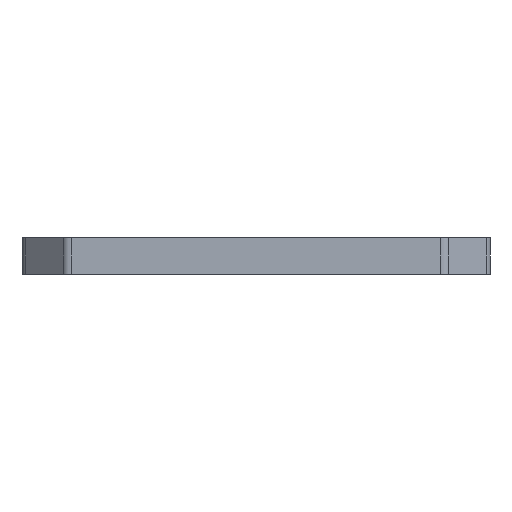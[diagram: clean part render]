
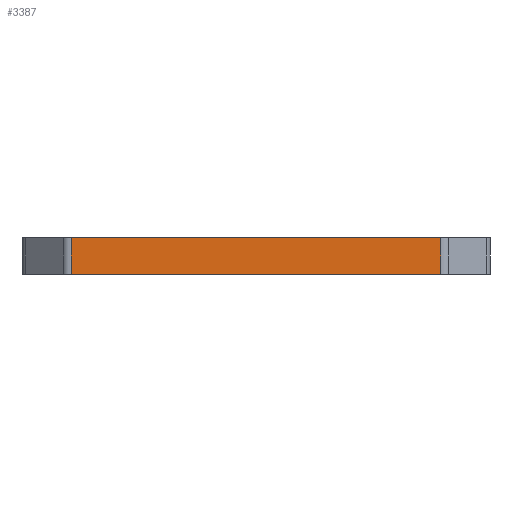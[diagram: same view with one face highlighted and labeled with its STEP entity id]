
A CAD part, left-side view. The second image highlights one B-rep face of the part: STEP entity #3387.
In plain terms, the highlighted planar face has unit normal (-1, 0, 0).
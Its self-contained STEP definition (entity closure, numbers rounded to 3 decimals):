
#153=PLANE('',#3720);
#326=FACE_OUTER_BOUND('',#519,.T.);
#519=EDGE_LOOP('',(#3137,#3138,#3139,#3140));
#569=LINE('',#5625,#890);
#762=LINE('',#8839,#1083);
#825=LINE('',#9010,#1146);
#840=LINE('',#9050,#1161);
#890=VECTOR('',#3838,10.);
#1083=VECTOR('',#4447,10.);
#1146=VECTOR('',#4638,10.);
#1161=VECTOR('',#4679,10.);
#1371=VERTEX_POINT('',#5623);
#1372=VERTEX_POINT('',#5624);
#1604=VERTEX_POINT('',#8836);
#1605=VERTEX_POINT('',#8838);
#1722=EDGE_CURVE('',#1371,#1372,#569,.F.);
#2045=EDGE_CURVE('',#1604,#1605,#762,.T.);
#2131=EDGE_CURVE('',#1372,#1604,#825,.T.);
#2146=EDGE_CURVE('',#1371,#1605,#840,.T.);
#3137=ORIENTED_EDGE('',*,*,#1722,.F.);
#3138=ORIENTED_EDGE('',*,*,#2146,.T.);
#3139=ORIENTED_EDGE('',*,*,#2045,.F.);
#3140=ORIENTED_EDGE('',*,*,#2131,.F.);
#3387=ADVANCED_FACE('',(#326),#153,.T.);
#3720=AXIS2_PLACEMENT_3D('',#9051,#4680,#4681);
#3838=DIRECTION('',(0.,-1.,0.));
#4447=DIRECTION('',(0.,-1.,0.));
#4638=DIRECTION('',(0.,0.,1.));
#4679=DIRECTION('',(0.,0.,1.));
#4680=DIRECTION('center_axis',(-1.,0.,0.));
#4681=DIRECTION('ref_axis',(0.,-1.,0.));
#5623=CARTESIAN_POINT('',(-99.985,-27.534,-2.175));
#5624=CARTESIAN_POINT('',(-99.985,102.122,-2.175));
#5625=CARTESIAN_POINT('',(-99.985,69.708,-2.175));
#8836=CARTESIAN_POINT('',(-99.985,102.122,10.525));
#8838=CARTESIAN_POINT('',(-99.985,-27.534,10.525));
#8839=CARTESIAN_POINT('',(-99.985,69.708,10.525));
#9010=CARTESIAN_POINT('',(-99.985,102.122,0.));
#9050=CARTESIAN_POINT('',(-99.985,-27.534,0.));
#9051=CARTESIAN_POINT('Origin',(-99.985,102.122,0.));
